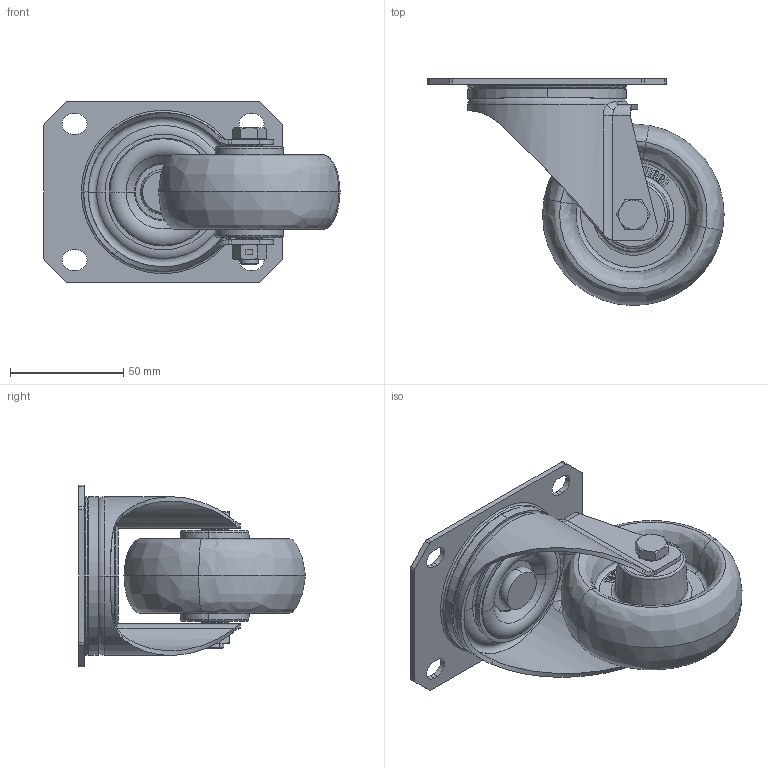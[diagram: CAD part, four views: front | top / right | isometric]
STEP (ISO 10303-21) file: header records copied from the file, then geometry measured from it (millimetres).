
FILE_DESCRIPTION (( 'STEP AP214' ), '1' );
FILE_NAME ('0056058.step', '2023-06-21T10:52:47', ( '' ), ( '' ), 'SwSTEP 2.0', 'SolidWorks 2020', '' );
FILE_SCHEMA (( 'AUTOMOTIVE_DESIGN' ));
Length unit declared in the file: millimetre
Products named in the file (1): 0056058
Bounding box: 130.5 x 100 x 80 mm (x, y, z)
Volume: 167738.6 mm3; surface area: 76025.4 mm2
Topology: 7 solids, 7 shells, 462 faces, 1103 edges, 683 vertices
Faces by surface type: plane 188, torus 84, cylinder 69, bspline 69, cone 52
Entity records: 22125 total; most frequent: CARTESIAN_POINT 6553, ORIENTED_EDGE 2206, DIRECTION 2072, EDGE_CURVE 1103, AXIS2_PLACEMENT_3D 779, VERTEX_POINT 683, LINE 514, VECTOR 514
